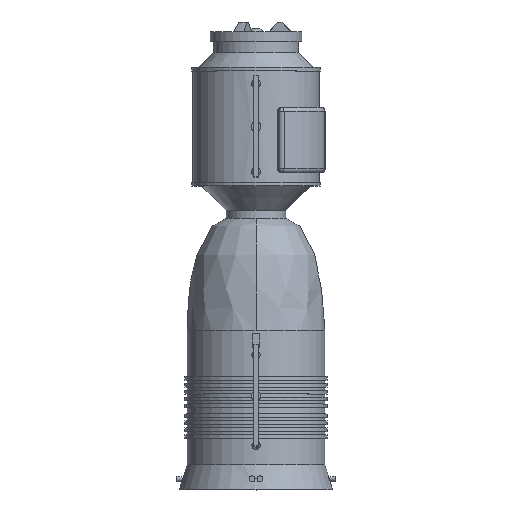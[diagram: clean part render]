
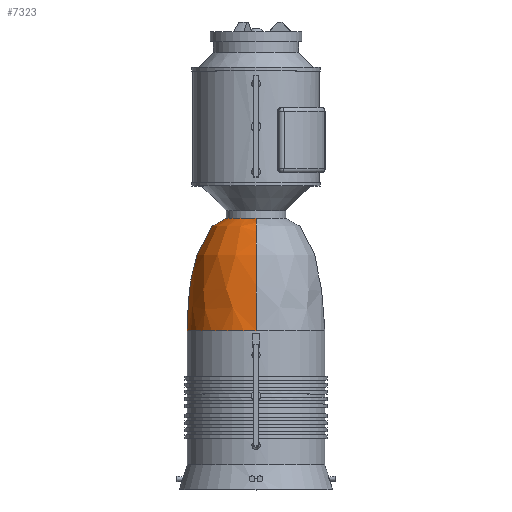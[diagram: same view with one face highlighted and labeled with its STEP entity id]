
A CAD part, top view. The second image highlights one B-rep face of the part: STEP entity #7323.
In plain terms, the highlighted face is a revolution surface.
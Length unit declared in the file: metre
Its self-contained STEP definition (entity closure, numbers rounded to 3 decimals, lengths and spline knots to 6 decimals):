
#6046 = CYLINDRICAL_SURFACE('',#6047,1.8);
#6047 = AXIS2_PLACEMENT_3D('',#6048,#6049,#6050);
#6048 = CARTESIAN_POINT('',(0.,-9.8175,0.));
#6049 = DIRECTION('',(0.,-1.,0.));
#6050 = DIRECTION('',(0.,0.,1.));
#6101 = VERTEX_POINT('',#6102);
#6102 = CARTESIAN_POINT('',(0.,-10.025,-1.8));
#6103 = VERTEX_POINT('',#6104);
#6104 = CARTESIAN_POINT('',(0.,-10.025,1.8));
#6119 = SURFACE_OF_REVOLUTION('',#6120,#6135);
#6120 = B_SPLINE_CURVE_WITH_KNOTS('',3,(#6121,#6122,#6123,#6124,#6125,
    #6126,#6127,#6128,#6129,#6130,#6131,#6132,#6133,#6134),
  .UNSPECIFIED.,.F.,.F.,(4,1,1,1,1,1,1,1,1,1,1,4),(0.,0.00867
    ,0.254293,0.377104,0.499916,0.622727,
    0.745539,0.806944,0.86835,0.929756,
    0.991162,1.),.UNSPECIFIED.);
#6121 = CARTESIAN_POINT('',(0.,-10.058009,-1.80062));
#6122 = CARTESIAN_POINT('',(0.,-10.046997,-1.800424));
#6123 = CARTESIAN_POINT('',(0.,-9.724265,-1.794367));
#6124 = CARTESIAN_POINT('',(0.,-9.257535,-1.771308));
#6125 = CARTESIAN_POINT('',(0.,-8.682286,-1.702423));
#6126 = CARTESIAN_POINT('',(0.,-8.271491,-1.626276));
#6127 = CARTESIAN_POINT('',(0.,-7.88753,-1.518301));
#6128 = CARTESIAN_POINT('',(0.,-7.598071,-1.392135));
#6129 = CARTESIAN_POINT('',(0.,-7.394236,-1.258308));
#6130 = CARTESIAN_POINT('',(0.,-7.259462,-1.136467));
#6131 = CARTESIAN_POINT('',(0.,-7.149284,-0.985452));
#6132 = CARTESIAN_POINT('',(0.,-7.096113,-0.847204));
#6133 = CARTESIAN_POINT('',(0.,-7.080983,-0.757734));
#6134 = CARTESIAN_POINT('',(0.,-7.079302,-0.746213));
#6135 = AXIS1_PLACEMENT('',#6136,#6137);
#6136 = CARTESIAN_POINT('',(0.,0.,0.));
#6137 = DIRECTION('',(0.,-1.,0.));
#6623 = EDGE_CURVE('',#6103,#6101,#6624,.T.);
#6624 = SURFACE_CURVE('',#6625,(#6630,#6637),.PCURVE_S1.);
#6625 = CIRCLE('',#6626,1.8);
#6626 = AXIS2_PLACEMENT_3D('',#6627,#6628,#6629);
#6627 = CARTESIAN_POINT('',(0.,-10.025,0.));
#6628 = DIRECTION('',(-0.,-1.,0.));
#6629 = DIRECTION('',(0.,-0.,1.));
#6630 = PCURVE('',#6046,#6631);
#6631 = DEFINITIONAL_REPRESENTATION('',(#6632),#6636);
#6632 = LINE('',#6633,#6634);
#6633 = CARTESIAN_POINT('',(0.,0.208));
#6634 = VECTOR('',#6635,1.);
#6635 = DIRECTION('',(1.,0.));
#6636 = ( GEOMETRIC_REPRESENTATION_CONTEXT(2) 
PARAMETRIC_REPRESENTATION_CONTEXT() REPRESENTATION_CONTEXT('2D SPACE',''
  ) );
#6637 = PCURVE('',#6638,#6657);
#6638 = SURFACE_OF_REVOLUTION('',#6639,#6654);
#6639 = B_SPLINE_CURVE_WITH_KNOTS('',3,(#6640,#6641,#6642,#6643,#6644,
    #6645,#6646,#6647,#6648,#6649,#6650,#6651,#6652,#6653),
  .UNSPECIFIED.,.F.,.F.,(4,1,1,1,1,1,1,1,1,1,1,4),(0.,0.00867
    ,0.254293,0.377104,0.499916,0.622727,
    0.745539,0.806944,0.86835,0.929756,
    0.991162,1.),.UNSPECIFIED.);
#6640 = CARTESIAN_POINT('',(0.,-10.058009,-1.80062));
#6641 = CARTESIAN_POINT('',(0.,-10.046997,-1.800424));
#6642 = CARTESIAN_POINT('',(0.,-9.724265,-1.794367));
#6643 = CARTESIAN_POINT('',(0.,-9.257535,-1.771308));
#6644 = CARTESIAN_POINT('',(0.,-8.682286,-1.702423));
#6645 = CARTESIAN_POINT('',(0.,-8.271491,-1.626276));
#6646 = CARTESIAN_POINT('',(0.,-7.88753,-1.518301));
#6647 = CARTESIAN_POINT('',(0.,-7.598071,-1.392135));
#6648 = CARTESIAN_POINT('',(0.,-7.394236,-1.258308));
#6649 = CARTESIAN_POINT('',(0.,-7.259462,-1.136467));
#6650 = CARTESIAN_POINT('',(0.,-7.149284,-0.985452));
#6651 = CARTESIAN_POINT('',(0.,-7.096113,-0.847204));
#6652 = CARTESIAN_POINT('',(0.,-7.080983,-0.757734));
#6653 = CARTESIAN_POINT('',(0.,-7.079302,-0.746213));
#6654 = AXIS1_PLACEMENT('',#6655,#6656);
#6655 = CARTESIAN_POINT('',(0.,0.,0.));
#6656 = DIRECTION('',(0.,-1.,0.));
#6657 = DEFINITIONAL_REPRESENTATION('',(#6658),#6661);
#6658 = B_SPLINE_CURVE_WITH_KNOTS('',1,(#6659,#6660),.UNSPECIFIED.,.F.,
  .F.,(2,2),(0.,3.141593),.PIECEWISE_BEZIER_KNOTS.);
#6659 = CARTESIAN_POINT('',(3.142,0.009));
#6660 = CARTESIAN_POINT('',(6.283,0.009));
#6661 = ( GEOMETRIC_REPRESENTATION_CONTEXT(2) 
PARAMETRIC_REPRESENTATION_CONTEXT() REPRESENTATION_CONTEXT('2D SPACE',''
  ) );
#7236 = EDGE_CURVE('',#6101,#7237,#7239,.T.);
#7237 = VERTEX_POINT('',#7238);
#7238 = CARTESIAN_POINT('',(0.,-7.085,-0.78));
#7239 = SURFACE_CURVE('',#7240,(#7253,#7259),.PCURVE_S1.);
#7240 = B_SPLINE_CURVE_WITH_KNOTS('',3,(#7241,#7242,#7243,#7244,#7245,
    #7246,#7247,#7248,#7249,#7250,#7251,#7252),.UNSPECIFIED.,.F.,.F.,(4,
    1,1,1,1,1,1,1,1,4),(0.,0.25,0.375,0.5,0.625,0.75,0.8125,0.875,0.9375
    ,1.),.UNSPECIFIED.);
#7241 = CARTESIAN_POINT('',(0.,-10.025,-1.8));
#7242 = CARTESIAN_POINT('',(0.,-9.713534,-1.793837));
#7243 = CARTESIAN_POINT('',(0.,-9.257535,-1.771308));
#7244 = CARTESIAN_POINT('',(0.,-8.682286,-1.702423));
#7245 = CARTESIAN_POINT('',(0.,-8.271491,-1.626276));
#7246 = CARTESIAN_POINT('',(0.,-7.88753,-1.518301));
#7247 = CARTESIAN_POINT('',(0.,-7.598071,-1.392135));
#7248 = CARTESIAN_POINT('',(0.,-7.394236,-1.258308));
#7249 = CARTESIAN_POINT('',(0.,-7.259462,-1.136467));
#7250 = CARTESIAN_POINT('',(0.,-7.149284,
    -0.985452));
#7251 = CARTESIAN_POINT('',(0.,-7.099682,
    -0.856485));
#7252 = CARTESIAN_POINT('',(0.,-7.085,-0.78));
#7253 = PCURVE('',#6119,#7254);
#7254 = DEFINITIONAL_REPRESENTATION('',(#7255),#7258);
#7255 = B_SPLINE_CURVE_WITH_KNOTS('',1,(#7256,#7257),.UNSPECIFIED.,.F.,
  .F.,(2,2),(0.,1.),.PIECEWISE_BEZIER_KNOTS.);
#7256 = CARTESIAN_POINT('',(0.,0.009));
#7257 = CARTESIAN_POINT('',(0.,0.991));
#7258 = ( GEOMETRIC_REPRESENTATION_CONTEXT(2) 
PARAMETRIC_REPRESENTATION_CONTEXT() REPRESENTATION_CONTEXT('2D SPACE',''
  ) );
#7259 = PCURVE('',#6638,#7260);
#7260 = DEFINITIONAL_REPRESENTATION('',(#7261),#7264);
#7261 = B_SPLINE_CURVE_WITH_KNOTS('',1,(#7262,#7263),.UNSPECIFIED.,.F.,
  .F.,(2,2),(0.,1.),.PIECEWISE_BEZIER_KNOTS.);
#7262 = CARTESIAN_POINT('',(6.283,0.009));
#7263 = CARTESIAN_POINT('',(6.283,0.991));
#7264 = ( GEOMETRIC_REPRESENTATION_CONTEXT(2) 
PARAMETRIC_REPRESENTATION_CONTEXT() REPRESENTATION_CONTEXT('2D SPACE',''
  ) );
#7267 = EDGE_CURVE('',#6103,#7268,#7270,.T.);
#7268 = VERTEX_POINT('',#7269);
#7269 = CARTESIAN_POINT('',(0.,-7.085,0.78));
#7270 = SURFACE_CURVE('',#7271,(#7284,#7290),.PCURVE_S1.);
#7271 = B_SPLINE_CURVE_WITH_KNOTS('',3,(#7272,#7273,#7274,#7275,#7276,
    #7277,#7278,#7279,#7280,#7281,#7282,#7283),.UNSPECIFIED.,.F.,.F.,(4,
    1,1,1,1,1,1,1,1,4),(0.,0.25,0.375,0.5,0.625,0.75,0.8125,0.875,0.9375
    ,1.),.UNSPECIFIED.);
#7272 = CARTESIAN_POINT('',(0.,-10.025,1.8));
#7273 = CARTESIAN_POINT('',(0.,-9.713534,
    1.793837));
#7274 = CARTESIAN_POINT('',(0.,-9.257535,
    1.771308));
#7275 = CARTESIAN_POINT('',(0.,-8.682286,
    1.702423));
#7276 = CARTESIAN_POINT('',(0.,-8.271491,
    1.626276));
#7277 = CARTESIAN_POINT('',(0.,-7.88753,
    1.518301));
#7278 = CARTESIAN_POINT('',(0.,-7.598071,
    1.392135));
#7279 = CARTESIAN_POINT('',(0.,-7.394236,
    1.258308));
#7280 = CARTESIAN_POINT('',(0.,-7.259462,
    1.136467));
#7281 = CARTESIAN_POINT('',(0.,-7.149284,
    0.985452));
#7282 = CARTESIAN_POINT('',(0.,-7.099682,
    0.856485));
#7283 = CARTESIAN_POINT('',(0.,-7.085,0.78));
#7284 = PCURVE('',#6119,#7285);
#7285 = DEFINITIONAL_REPRESENTATION('',(#7286),#7289);
#7286 = B_SPLINE_CURVE_WITH_KNOTS('',1,(#7287,#7288),.UNSPECIFIED.,.F.,
  .F.,(2,2),(0.,1.),.PIECEWISE_BEZIER_KNOTS.);
#7287 = CARTESIAN_POINT('',(3.142,0.009));
#7288 = CARTESIAN_POINT('',(3.142,0.991));
#7289 = ( GEOMETRIC_REPRESENTATION_CONTEXT(2) 
PARAMETRIC_REPRESENTATION_CONTEXT() REPRESENTATION_CONTEXT('2D SPACE',''
  ) );
#7290 = PCURVE('',#6638,#7291);
#7291 = DEFINITIONAL_REPRESENTATION('',(#7292),#7295);
#7292 = B_SPLINE_CURVE_WITH_KNOTS('',1,(#7293,#7294),.UNSPECIFIED.,.F.,
  .F.,(2,2),(0.,1.),.PIECEWISE_BEZIER_KNOTS.);
#7293 = CARTESIAN_POINT('',(3.142,0.009));
#7294 = CARTESIAN_POINT('',(3.142,0.991));
#7295 = ( GEOMETRIC_REPRESENTATION_CONTEXT(2) 
PARAMETRIC_REPRESENTATION_CONTEXT() REPRESENTATION_CONTEXT('2D SPACE',''
  ) );
#7312 = CYLINDRICAL_SURFACE('',#7313,0.78);
#7313 = AXIS2_PLACEMENT_3D('',#7314,#7315,#7316);
#7314 = CARTESIAN_POINT('',(0.,0.,0.));
#7315 = DIRECTION('',(0.,-1.,0.));
#7316 = DIRECTION('',(0.,0.,1.));
#7323 = ADVANCED_FACE('',(#7324),#6638,.F.);
#7324 = FACE_BOUND('',#7325,.F.);
#7325 = EDGE_LOOP('',(#7326,#7327,#7349,#7350));
#7326 = ORIENTED_EDGE('',*,*,#7236,.T.);
#7327 = ORIENTED_EDGE('',*,*,#7328,.T.);
#7328 = EDGE_CURVE('',#7237,#7268,#7329,.T.);
#7329 = SURFACE_CURVE('',#7330,(#7335,#7342),.PCURVE_S1.);
#7330 = CIRCLE('',#7331,0.78);
#7331 = AXIS2_PLACEMENT_3D('',#7332,#7333,#7334);
#7332 = CARTESIAN_POINT('',(0.,-7.085,0.));
#7333 = DIRECTION('',(0.,1.,0.));
#7334 = DIRECTION('',(0.,0.,-1.));
#7335 = PCURVE('',#6638,#7336);
#7336 = DEFINITIONAL_REPRESENTATION('',(#7337),#7341);
#7337 = LINE('',#7338,#7339);
#7338 = CARTESIAN_POINT('',(6.283,0.991));
#7339 = VECTOR('',#7340,1.);
#7340 = DIRECTION('',(-1.,0.));
#7341 = ( GEOMETRIC_REPRESENTATION_CONTEXT(2) 
PARAMETRIC_REPRESENTATION_CONTEXT() REPRESENTATION_CONTEXT('2D SPACE',''
  ) );
#7342 = PCURVE('',#7312,#7343);
#7343 = DEFINITIONAL_REPRESENTATION('',(#7344),#7348);
#7344 = LINE('',#7345,#7346);
#7345 = CARTESIAN_POINT('',(3.142,7.085));
#7346 = VECTOR('',#7347,1.);
#7347 = DIRECTION('',(-1.,0.));
#7348 = ( GEOMETRIC_REPRESENTATION_CONTEXT(2) 
PARAMETRIC_REPRESENTATION_CONTEXT() REPRESENTATION_CONTEXT('2D SPACE',''
  ) );
#7349 = ORIENTED_EDGE('',*,*,#7267,.F.);
#7350 = ORIENTED_EDGE('',*,*,#6623,.T.);
